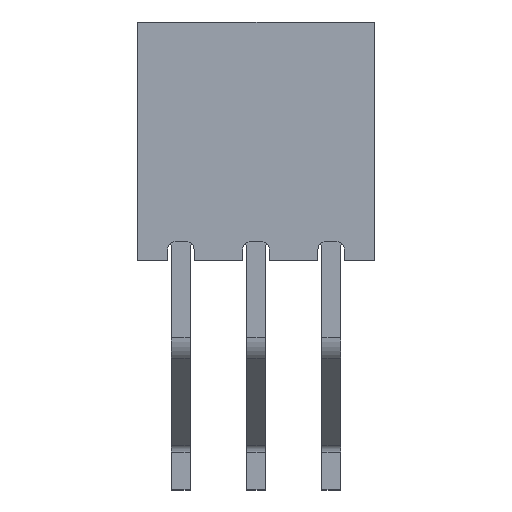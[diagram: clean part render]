
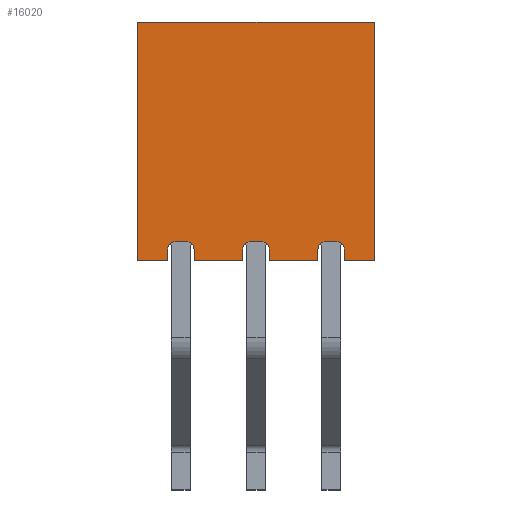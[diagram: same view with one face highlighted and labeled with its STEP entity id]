
A CAD part, top view. The second image highlights one B-rep face of the part: STEP entity #16020.
In plain terms, the highlighted planar face has unit normal (0, 0, 1).
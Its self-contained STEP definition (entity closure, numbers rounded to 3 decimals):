
#52=CIRCLE('',#16543,0.2);
#54=CIRCLE('',#16546,0.2);
#60=CIRCLE('',#16595,0.2);
#62=CIRCLE('',#16598,0.2);
#68=CIRCLE('',#16647,0.2);
#70=CIRCLE('',#16650,0.2);
#1324=ORIENTED_EDGE('',*,*,#4416,.F.);
#1325=ORIENTED_EDGE('',*,*,#4413,.F.);
#1326=ORIENTED_EDGE('',*,*,#4702,.T.);
#1327=ORIENTED_EDGE('',*,*,#4553,.F.);
#1328=ORIENTED_EDGE('',*,*,#4550,.F.);
#1329=ORIENTED_EDGE('',*,*,#4703,.F.);
#1330=ORIENTED_EDGE('',*,*,#4546,.F.);
#1331=ORIENTED_EDGE('',*,*,#4543,.F.);
#1332=ORIENTED_EDGE('',*,*,#4704,.T.);
#1333=ORIENTED_EDGE('',*,*,#4683,.F.);
#1334=ORIENTED_EDGE('',*,*,#4680,.F.);
#1335=ORIENTED_EDGE('',*,*,#4705,.F.);
#1336=ORIENTED_EDGE('',*,*,#4676,.F.);
#1337=ORIENTED_EDGE('',*,*,#4673,.F.);
#1338=ORIENTED_EDGE('',*,*,#4706,.T.);
#1339=ORIENTED_EDGE('',*,*,#4687,.T.);
#1340=ORIENTED_EDGE('',*,*,#4707,.F.);
#1341=ORIENTED_EDGE('',*,*,#4701,.F.);
#1342=ORIENTED_EDGE('',*,*,#4708,.T.);
#1343=ORIENTED_EDGE('',*,*,#4423,.F.);
#1344=ORIENTED_EDGE('',*,*,#4420,.F.);
#1345=ORIENTED_EDGE('',*,*,#4709,.F.);
#4413=EDGE_CURVE('',#6161,#6162,#7365,.T.);
#4416=EDGE_CURVE('',#6162,#6164,#52,.T.);
#4420=EDGE_CURVE('',#6167,#6168,#54,.T.);
#4423=EDGE_CURVE('',#6168,#6170,#7371,.T.);
#4543=EDGE_CURVE('',#6249,#6250,#7487,.T.);
#4546=EDGE_CURVE('',#6250,#6252,#60,.T.);
#4550=EDGE_CURVE('',#6255,#6256,#62,.T.);
#4553=EDGE_CURVE('',#6256,#6258,#7493,.T.);
#4673=EDGE_CURVE('',#6337,#6338,#7609,.T.);
#4676=EDGE_CURVE('',#6338,#6340,#68,.T.);
#4680=EDGE_CURVE('',#6343,#6344,#70,.T.);
#4683=EDGE_CURVE('',#6344,#6346,#7615,.T.);
#4687=EDGE_CURVE('',#6350,#6348,#7619,.T.);
#4701=EDGE_CURVE('',#6363,#6356,#7633,.T.);
#4702=EDGE_CURVE('',#6161,#6258,#7634,.T.);
#4703=EDGE_CURVE('',#6252,#6255,#7635,.T.);
#4704=EDGE_CURVE('',#6249,#6346,#7636,.T.);
#4705=EDGE_CURVE('',#6340,#6343,#7637,.T.);
#4706=EDGE_CURVE('',#6337,#6350,#7638,.T.);
#4707=EDGE_CURVE('',#6356,#6348,#7639,.T.);
#4708=EDGE_CURVE('',#6363,#6170,#7640,.T.);
#4709=EDGE_CURVE('',#6164,#6167,#7641,.T.);
#6161=VERTEX_POINT('',#21394);
#6162=VERTEX_POINT('',#21396);
#6164=VERTEX_POINT('',#21402);
#6167=VERTEX_POINT('',#21409);
#6168=VERTEX_POINT('',#21411);
#6170=VERTEX_POINT('',#21417);
#6249=VERTEX_POINT('',#21656);
#6250=VERTEX_POINT('',#21658);
#6252=VERTEX_POINT('',#21664);
#6255=VERTEX_POINT('',#21671);
#6256=VERTEX_POINT('',#21673);
#6258=VERTEX_POINT('',#21679);
#6337=VERTEX_POINT('',#21918);
#6338=VERTEX_POINT('',#21920);
#6340=VERTEX_POINT('',#21926);
#6343=VERTEX_POINT('',#21933);
#6344=VERTEX_POINT('',#21935);
#6346=VERTEX_POINT('',#21941);
#6348=VERTEX_POINT('',#21947);
#6350=VERTEX_POINT('',#21950);
#6356=VERTEX_POINT('',#21964);
#6363=VERTEX_POINT('',#21977);
#7365=LINE('',#21395,#8793);
#7371=LINE('',#21416,#8799);
#7487=LINE('',#21657,#8915);
#7493=LINE('',#21678,#8921);
#7609=LINE('',#21919,#9037);
#7615=LINE('',#21940,#9043);
#7619=LINE('',#21949,#9047);
#7633=LINE('',#21978,#9061);
#7634=LINE('',#21980,#9062);
#7635=LINE('',#21981,#9063);
#7636=LINE('',#21982,#9064);
#7637=LINE('',#21983,#9065);
#7638=LINE('',#21984,#9066);
#7639=LINE('',#21985,#9067);
#7640=LINE('',#21986,#9068);
#7641=LINE('',#21987,#9069);
#8793=VECTOR('',#17847,1000.);
#8799=VECTOR('',#17867,1000.);
#8915=VECTOR('',#18073,1000.);
#8921=VECTOR('',#18093,1000.);
#9037=VECTOR('',#18299,1000.);
#9043=VECTOR('',#18319,1000.);
#9047=VECTOR('',#18325,1000.);
#9061=VECTOR('',#18341,1000.);
#9062=VECTOR('',#18344,1000.);
#9063=VECTOR('',#18345,1000.);
#9064=VECTOR('',#18346,1000.);
#9065=VECTOR('',#18347,1000.);
#9066=VECTOR('',#18348,1000.);
#9067=VECTOR('',#18349,1000.);
#9068=VECTOR('',#18350,1000.);
#9069=VECTOR('',#18351,1000.);
#10110=EDGE_LOOP('',(#1324,#1325,#1326,#1327,#1328,#1329,#1330,#1331,#1332,
#1333,#1334,#1335,#1336,#1337,#1338,#1339,#1340,#1341,#1342,#1343,#1344,
#1345));
#10744=FACE_BOUND('',#10110,.T.);
#11342=PLANE('',#16655);
#16020=ADVANCED_FACE('',(#10744),#11342,.F.);
#16543=AXIS2_PLACEMENT_3D('',#21401,#17852,#17853);
#16546=AXIS2_PLACEMENT_3D('',#21410,#17860,#17861);
#16595=AXIS2_PLACEMENT_3D('',#21663,#18078,#18079);
#16598=AXIS2_PLACEMENT_3D('',#21672,#18086,#18087);
#16647=AXIS2_PLACEMENT_3D('',#21925,#18304,#18305);
#16650=AXIS2_PLACEMENT_3D('',#21934,#18312,#18313);
#16655=AXIS2_PLACEMENT_3D('',#21979,#18342,#18343);
#17847=DIRECTION('',(0.,-1.,0.));
#17852=DIRECTION('',(0.,0.,1.));
#17853=DIRECTION('',(-1.,0.,0.));
#17860=DIRECTION('',(0.,0.,1.));
#17861=DIRECTION('',(-1.,0.,0.));
#17867=DIRECTION('',(0.,1.,0.));
#18073=DIRECTION('',(0.,-1.,0.));
#18078=DIRECTION('',(0.,0.,1.));
#18079=DIRECTION('',(-1.,0.,0.));
#18086=DIRECTION('',(0.,0.,1.));
#18087=DIRECTION('',(-1.,0.,0.));
#18093=DIRECTION('',(0.,1.,0.));
#18299=DIRECTION('',(0.,-1.,0.));
#18304=DIRECTION('',(0.,0.,1.));
#18305=DIRECTION('',(-1.,0.,0.));
#18312=DIRECTION('',(0.,0.,1.));
#18313=DIRECTION('',(-1.,0.,0.));
#18319=DIRECTION('',(0.,1.,0.));
#18325=DIRECTION('',(0.,-1.,0.));
#18341=DIRECTION('',(0.,-1.,0.));
#18342=DIRECTION('',(0.,0.,-1.));
#18343=DIRECTION('',(-1.,0.,0.));
#18344=DIRECTION('',(-1.,0.,0.));
#18345=DIRECTION('',(1.,0.,0.));
#18346=DIRECTION('',(-1.,0.,0.));
#18347=DIRECTION('',(1.,0.,0.));
#18348=DIRECTION('',(-1.,0.,0.));
#18349=DIRECTION('',(-1.,0.,0.));
#18350=DIRECTION('',(-1.,0.,0.));
#18351=DIRECTION('',(1.,0.,0.));
#21394=CARTESIAN_POINT('',(1.65,3.175,2.));
#21395=CARTESIAN_POINT('',(1.65,3.175,2.));
#21396=CARTESIAN_POINT('',(1.65,2.875,2.));
#21401=CARTESIAN_POINT('',(1.85,2.875,2.));
#21402=CARTESIAN_POINT('',(1.85,2.675,2.));
#21409=CARTESIAN_POINT('',(2.15,2.675,2.));
#21410=CARTESIAN_POINT('',(2.15,2.875,2.));
#21411=CARTESIAN_POINT('',(2.35,2.875,2.));
#21416=CARTESIAN_POINT('',(2.35,2.875,2.));
#21417=CARTESIAN_POINT('',(2.35,3.175,2.));
#21656=CARTESIAN_POINT('',(-0.35,3.175,2.));
#21657=CARTESIAN_POINT('',(-0.35,3.175,2.));
#21658=CARTESIAN_POINT('',(-0.35,2.875,2.));
#21663=CARTESIAN_POINT('',(-0.15,2.875,2.));
#21664=CARTESIAN_POINT('',(-0.15,2.675,2.));
#21671=CARTESIAN_POINT('',(0.15,2.675,2.));
#21672=CARTESIAN_POINT('',(0.15,2.875,2.));
#21673=CARTESIAN_POINT('',(0.35,2.875,2.));
#21678=CARTESIAN_POINT('',(0.35,2.875,2.));
#21679=CARTESIAN_POINT('',(0.35,3.175,2.));
#21918=CARTESIAN_POINT('',(-2.35,3.175,2.));
#21919=CARTESIAN_POINT('',(-2.35,3.175,2.));
#21920=CARTESIAN_POINT('',(-2.35,2.875,2.));
#21925=CARTESIAN_POINT('',(-2.15,2.875,2.));
#21926=CARTESIAN_POINT('',(-2.15,2.675,2.));
#21933=CARTESIAN_POINT('',(-1.85,2.675,2.));
#21934=CARTESIAN_POINT('',(-1.85,2.875,2.));
#21935=CARTESIAN_POINT('',(-1.65,2.875,2.));
#21940=CARTESIAN_POINT('',(-1.65,2.875,2.));
#21941=CARTESIAN_POINT('',(-1.65,3.175,2.));
#21947=CARTESIAN_POINT('',(-3.15,-3.175,2.));
#21949=CARTESIAN_POINT('',(-3.15,3.175,2.));
#21950=CARTESIAN_POINT('',(-3.15,3.175,2.));
#21964=CARTESIAN_POINT('',(3.15,-3.175,2.));
#21977=CARTESIAN_POINT('',(3.15,3.175,2.));
#21978=CARTESIAN_POINT('',(3.15,3.175,2.));
#21979=CARTESIAN_POINT('',(3.15,3.175,2.));
#21980=CARTESIAN_POINT('',(3.15,3.175,2.));
#21981=CARTESIAN_POINT('',(-0.15,2.675,2.));
#21982=CARTESIAN_POINT('',(3.15,3.175,2.));
#21983=CARTESIAN_POINT('',(-2.15,2.675,2.));
#21984=CARTESIAN_POINT('',(3.15,3.175,2.));
#21985=CARTESIAN_POINT('',(3.15,-3.175,2.));
#21986=CARTESIAN_POINT('',(3.15,3.175,2.));
#21987=CARTESIAN_POINT('',(1.85,2.675,2.));
